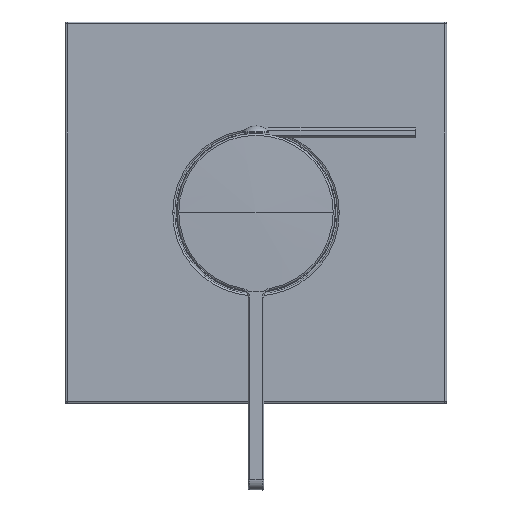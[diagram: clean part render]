
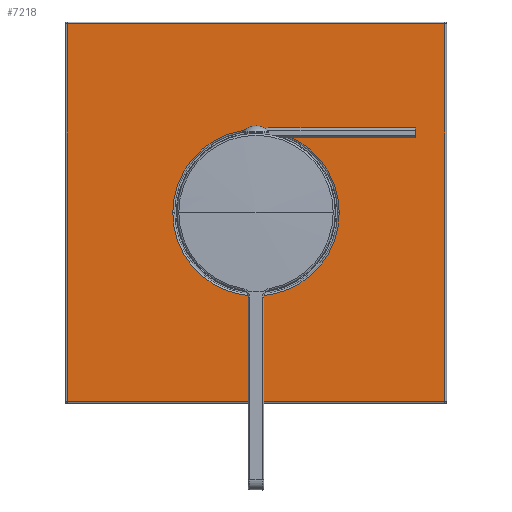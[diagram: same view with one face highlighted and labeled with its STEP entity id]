
A CAD part, top view. The second image highlights one B-rep face of the part: STEP entity #7218.
In plain terms, the highlighted face is planar.
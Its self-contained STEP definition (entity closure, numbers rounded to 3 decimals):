
#6429=DIRECTION('',(0.,0.,-1.));
#6430=VECTOR('',#6429,109.);
#6431=CARTESIAN_POINT('',(54.5,8.,54.5));
#6432=LINE('',#6431,#6430);
#6436=DIRECTION('',(1.,0.,0.));
#6437=VECTOR('',#6436,109.);
#6438=CARTESIAN_POINT('',(-54.5,8.,54.5));
#6439=LINE('',#6438,#6437);
#6443=DIRECTION('',(0.,0.,1.));
#6444=VECTOR('',#6443,109.);
#6445=CARTESIAN_POINT('',(-54.5,8.,-54.5));
#6446=LINE('',#6445,#6444);
#6450=DIRECTION('',(-1.,0.,0.));
#6451=VECTOR('',#6450,109.);
#6452=CARTESIAN_POINT('',(54.5,8.,-54.5));
#6453=LINE('',#6452,#6451);
#6457=CARTESIAN_POINT('',(0.,8.,0.));
#6458=DIRECTION('',(0.,-1.,0.));
#6459=DIRECTION('',(-1.,0.,0.));
#6460=AXIS2_PLACEMENT_3D('',#6457,#6458,#6459);
#6465=CARTESIAN_POINT('',(0.,8.,0.));
#6466=DIRECTION('',(0.,-1.,0.));
#6467=DIRECTION('',(1.,0.,0.));
#6468=AXIS2_PLACEMENT_3D('',#6465,#6466,#6467);
#7037=CARTESIAN_POINT('',(54.5,8.,54.5));
#7038=CARTESIAN_POINT('',(54.5,8.,-54.5));
#7039=VERTEX_POINT('',#7037);
#7040=VERTEX_POINT('',#7038);
#7045=CARTESIAN_POINT('',(-54.5,8.,-54.5));
#7046=VERTEX_POINT('',#7045);
#7051=CARTESIAN_POINT('',(-54.5,8.,54.5));
#7052=VERTEX_POINT('',#7051);
#7109=CARTESIAN_POINT('',(-24.,8.,0.));
#7110=CARTESIAN_POINT('',(24.,8.,0.));
#7111=VERTEX_POINT('',#7109);
#7112=VERTEX_POINT('',#7110);
#7198=CARTESIAN_POINT('',(0.,8.,0.));
#7199=DIRECTION('',(0.,1.,0.));
#7200=DIRECTION('',(1.,0.,0.));
#7201=AXIS2_PLACEMENT_3D('',#7198,#7199,#7200);
#7202=PLANE('',#7201);
#7204=ORIENTED_EDGE('',*,*,#7203,.F.);
#7205=ORIENTED_EDGE('',*,*,#7188,.F.);
#7207=ORIENTED_EDGE('',*,*,#7206,.F.);
#7209=ORIENTED_EDGE('',*,*,#7208,.F.);
#7210=EDGE_LOOP('',(#7204,#7205,#7207,#7209));
#7211=FACE_OUTER_BOUND('',#7210,.F.);
#7213=ORIENTED_EDGE('',*,*,#7212,.F.);
#7215=ORIENTED_EDGE('',*,*,#7214,.F.);
#7216=EDGE_LOOP('',(#7213,#7215));
#7217=FACE_BOUND('',#7216,.F.);
#7218=ADVANCED_FACE('',(#7211,#7217),#7202,.T.);
#6461=CIRCLE('',#6460,24.);
#6469=CIRCLE('',#6468,24.);
#7188=EDGE_CURVE('',#7052,#7039,#6439,.T.);
#7203=EDGE_CURVE('',#7039,#7040,#6432,.T.);
#7206=EDGE_CURVE('',#7046,#7052,#6446,.T.);
#7208=EDGE_CURVE('',#7040,#7046,#6453,.T.);
#7212=EDGE_CURVE('',#7111,#7112,#6461,.T.);
#7214=EDGE_CURVE('',#7112,#7111,#6469,.T.);
